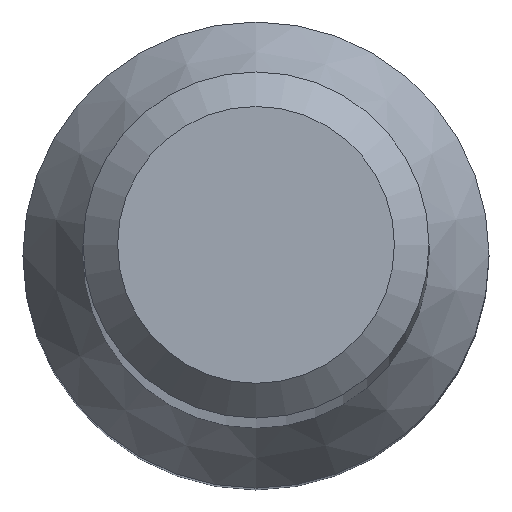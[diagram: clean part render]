
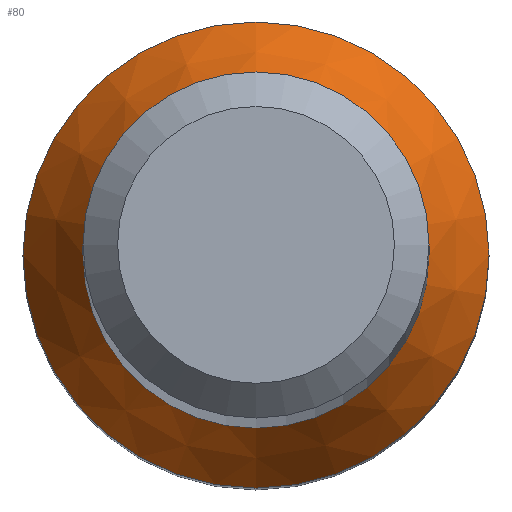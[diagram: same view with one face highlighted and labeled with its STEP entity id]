
A CAD part, top view. The second image highlights one B-rep face of the part: STEP entity #80.
In plain terms, the highlighted conical face has half-angle 30 degrees and reference radius 2.694 mm.
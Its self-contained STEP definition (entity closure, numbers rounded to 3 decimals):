
#2 = CARTESIAN_POINT ( 'NONE',  ( 0., 0., 12.79 ) ) ;
#29 = CARTESIAN_POINT ( 'NONE',  ( 0., 2.694, 12.79 ) ) ;
#32 = VERTEX_POINT ( 'NONE', #145 ) ;
#64 = EDGE_LOOP ( 'NONE', ( #139 ) ) ;
#67 = ORIENTED_EDGE ( 'NONE', *, *, #74, .T. ) ;
#71 = CONICAL_SURFACE ( 'NONE', #201, 2.694, 0.524 ) ;
#74 = EDGE_CURVE ( 'NONE', #32, #32, #163, .T. ) ;
#80 = ADVANCED_FACE ( 'NONE', ( #96, #150 ), #71, .T. ) ;
#92 = AXIS2_PLACEMENT_3D ( 'NONE', #173, #233, #214 ) ;
#96 = FACE_BOUND ( 'NONE', #104, .T. ) ;
#104 = EDGE_LOOP ( 'NONE', ( #67 ) ) ;
#107 = DIRECTION ( 'NONE',  ( 0., 1., 0. ) ) ;
#109 = DIRECTION ( 'NONE',  ( 0., 1., 0. ) ) ;
#136 = AXIS2_PLACEMENT_3D ( 'NONE', #2, #140, #107 ) ;
#139 = ORIENTED_EDGE ( 'NONE', *, *, #164, .F. ) ;
#140 = DIRECTION ( 'NONE',  ( 0., 0., -1. ) ) ;
#145 = CARTESIAN_POINT ( 'NONE',  ( 0., 2., 13.992 ) ) ;
#150 = FACE_OUTER_BOUND ( 'NONE', #64, .T. ) ;
#163 = CIRCLE ( 'NONE', #92, 2. ) ;
#164 = EDGE_CURVE ( 'NONE', #210, #210, #206, .T. ) ;
#173 = CARTESIAN_POINT ( 'NONE',  ( 0., 0., 13.992 ) ) ;
#201 = AXIS2_PLACEMENT_3D ( 'NONE', #219, #221, #109 ) ;
#206 = CIRCLE ( 'NONE', #136, 2.694 ) ;
#210 = VERTEX_POINT ( 'NONE', #29 ) ;
#214 = DIRECTION ( 'NONE',  ( 0., 1., 0. ) ) ;
#219 = CARTESIAN_POINT ( 'NONE',  ( 0., 0., 12.79 ) ) ;
#221 = DIRECTION ( 'NONE',  ( 0., 0., -1. ) ) ;
#233 = DIRECTION ( 'NONE',  ( 0., 0., -1. ) ) ;
